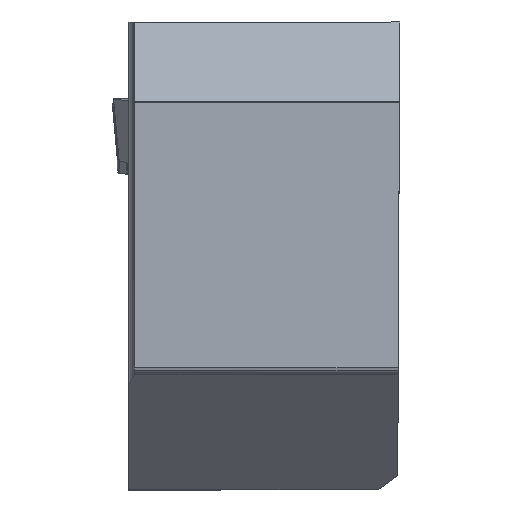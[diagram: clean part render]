
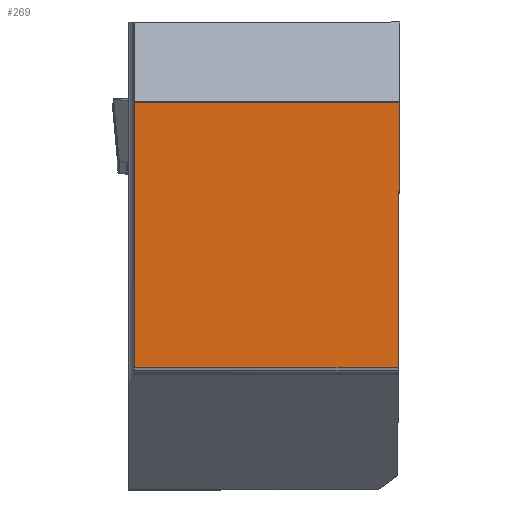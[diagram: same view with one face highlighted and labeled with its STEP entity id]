
A CAD part, top view. The second image highlights one B-rep face of the part: STEP entity #269.
In plain terms, the highlighted planar face has unit normal (0, 0, 1).
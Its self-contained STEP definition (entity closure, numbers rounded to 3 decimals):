
#269=ADVANCED_FACE('BLANK_BOXF006',(#390),#351,.T.);
#351=PLANE('',#1667);
#390=FACE_OUTER_BOUND('',#472,.T.);
#472=EDGE_LOOP('',(#557,#558,#559,#560));
#557=ORIENTED_EDGE('',*,*,#1169,.F.);
#558=ORIENTED_EDGE('',*,*,#1170,.F.);
#559=ORIENTED_EDGE('',*,*,#1171,.F.);
#560=ORIENTED_EDGE('',*,*,#1172,.F.);
#1017=VERTEX_POINT('',#2055);
#1018=VERTEX_POINT('',#2056);
#1019=VERTEX_POINT('',#2058);
#1020=VERTEX_POINT('',#2060);
#1169=EDGE_CURVE('',#1017,#1018,#1399,.T.);
#1170=EDGE_CURVE('',#1019,#1017,#1400,.T.);
#1171=EDGE_CURVE('',#1020,#1019,#1401,.T.);
#1172=EDGE_CURVE('',#1018,#1020,#1402,.T.);
#1399=LINE('',#2054,#1503);
#1400=LINE('',#2057,#1504);
#1401=LINE('',#2059,#1505);
#1402=LINE('',#2061,#1506);
#1503=VECTOR('',#1766,1.);
#1504=VECTOR('',#1767,1.);
#1505=VECTOR('',#1768,1.);
#1506=VECTOR('',#1769,1.);
#1667=AXIS2_PLACEMENT_3D('',#2062,#1770,#1771);
#1766=DIRECTION('',(1.,0.,0.));
#1767=DIRECTION('',(0.,1.,0.));
#1768=DIRECTION('',(-1.,0.,0.));
#1769=DIRECTION('',(-0.004,-1.,0.));
#1770=DIRECTION('',(0.,0.,1.));
#1771=DIRECTION('',(-1.,0.,0.));
#2054=CARTESIAN_POINT('',(-131.85,31.85,0.));
#2055=CARTESIAN_POINT('',(-31.85,31.85,0.));
#2056=CARTESIAN_POINT('',(0.,31.85,0.));
#2057=CARTESIAN_POINT('',(-31.85,100.,0.));
#2058=CARTESIAN_POINT('',(-31.85,0.,0.));
#2059=CARTESIAN_POINT('',(-131.85,0.,0.));
#2060=CARTESIAN_POINT('',(-0.139,0.,0.));
#2061=CARTESIAN_POINT('',(0.297,99.86,0.));
#2062=CARTESIAN_POINT('',(-31.85,100.,0.));
